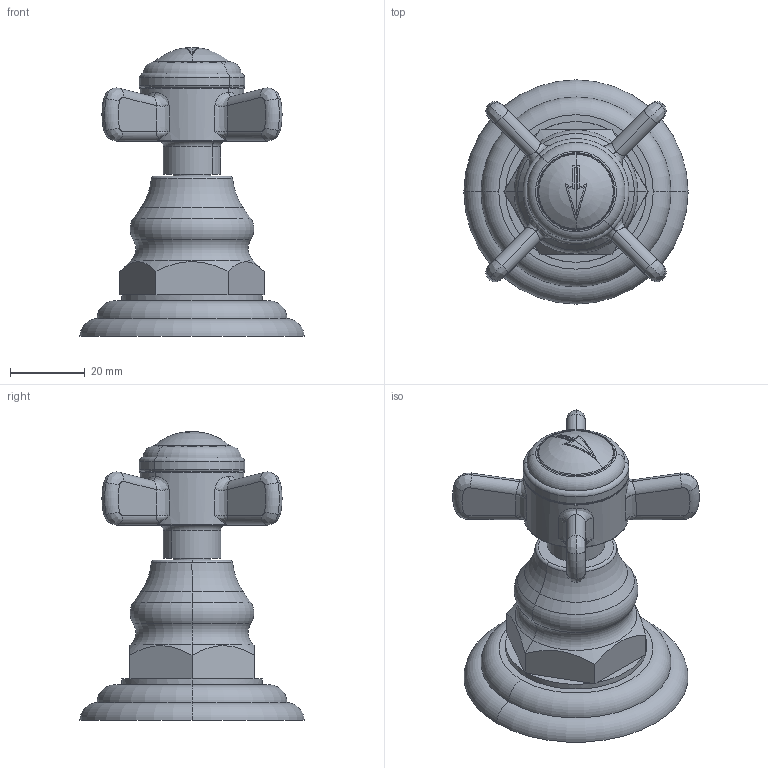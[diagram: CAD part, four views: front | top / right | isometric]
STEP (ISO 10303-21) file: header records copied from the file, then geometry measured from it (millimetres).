
FILE_DESCRIPTION((''),'2;1');
FILE_NAME('3-230','2020-12-31T13:28:51',('jinson.thomas'),(''),'CREO PARAMETRIC BY PTC INC, 2018400','CREO PARAMETRIC BY PTC INC, 2018400','');
FILE_SCHEMA(('CONFIG_CONTROL_DESIGN'));
Length unit declared in the file: inch
Products named in the file (1): 3-230
Bounding box: 59.94 x 59.94 x 77.27 mm (x, y, z)
Volume: 65993.8 mm3; surface area: 15045.4 mm2
Topology: 1 solids, 1 shells, 170 faces, 396 edges, 231 vertices
Faces by surface type: plane 46, bspline 44, torus 36, cylinder 30, cone 8, sphere 6
Entity records: 7980 total; most frequent: CARTESIAN_POINT 4237, DIRECTION 800, ORIENTED_EDGE 788, EDGE_CURVE 394, AXIS2_PLACEMENT_3D 358, CIRCLE 232, VERTEX_POINT 231, EDGE_LOOP 175
